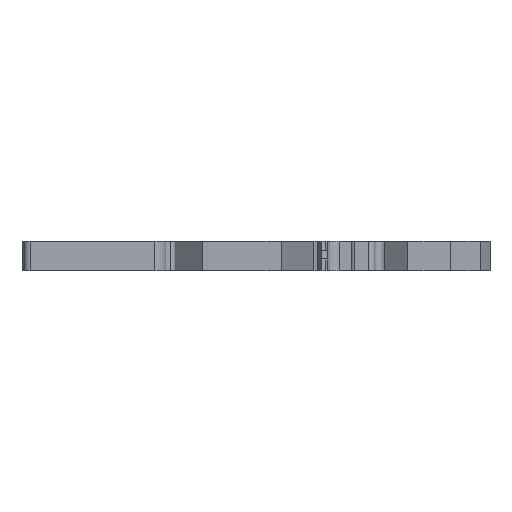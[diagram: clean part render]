
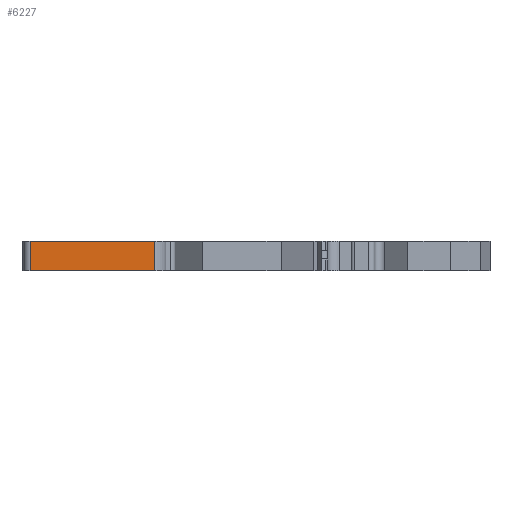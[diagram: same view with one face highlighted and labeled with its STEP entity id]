
A CAD part, front view. The second image highlights one B-rep face of the part: STEP entity #6227.
In plain terms, the highlighted planar face has unit normal (0, -1, 0).
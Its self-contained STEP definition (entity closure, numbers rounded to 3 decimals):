
#1664=DIRECTION('',(0.,0.,-1.));
#1665=VECTOR('',#1664,5.);
#1666=CARTESIAN_POINT('',(-38.8,0.,0.));
#1667=LINE('',#1666,#1665);
#1672=DIRECTION('',(1.,0.,0.));
#1673=VECTOR('',#1672,21.05);
#1674=CARTESIAN_POINT('',(-38.8,0.,0.));
#1675=LINE('',#1674,#1673);
#1676=DIRECTION('',(-1.,0.,0.));
#1677=VECTOR('',#1676,21.05);
#1678=CARTESIAN_POINT('',(-17.75,0.,-5.));
#1679=LINE('',#1678,#1677);
#1680=DIRECTION('',(0.,0.,1.));
#1681=VECTOR('',#1680,5.);
#1682=CARTESIAN_POINT('',(-17.75,0.,-5.));
#1683=LINE('',#1682,#1681);
#3640=CARTESIAN_POINT('',(-17.75,0.,0.));
#3641=VERTEX_POINT('',#3640);
#3642=CARTESIAN_POINT('',(-38.8,0.,0.));
#3643=VERTEX_POINT('',#3642);
#4162=CARTESIAN_POINT('',(-38.8,0.,-5.));
#4163=VERTEX_POINT('',#4162);
#4164=CARTESIAN_POINT('',(-17.75,0.,-5.));
#4165=VERTEX_POINT('',#4164);
#6215=CARTESIAN_POINT('',(-28.275,0.,-2.5));
#6216=DIRECTION('',(0.,1.,0.));
#6217=DIRECTION('',(1.,0.,0.));
#6218=AXIS2_PLACEMENT_3D('',#6215,#6216,#6217);
#6219=PLANE('',#6218);
#6220=ORIENTED_EDGE('',*,*,#6208,.F.);
#6221=ORIENTED_EDGE('',*,*,#5020,.T.);
#6223=ORIENTED_EDGE('',*,*,#6222,.F.);
#6224=ORIENTED_EDGE('',*,*,#5559,.T.);
#6225=EDGE_LOOP('',(#6220,#6221,#6223,#6224));
#6226=FACE_OUTER_BOUND('',#6225,.F.);
#5020=EDGE_CURVE('',#3643,#3641,#1675,.T.);
#5559=EDGE_CURVE('',#4165,#4163,#1679,.T.);
#6208=EDGE_CURVE('',#3643,#4163,#1667,.T.);
#6222=EDGE_CURVE('',#4165,#3641,#1683,.T.);
#6227=ADVANCED_FACE('',(#6226),#6219,.F.);
